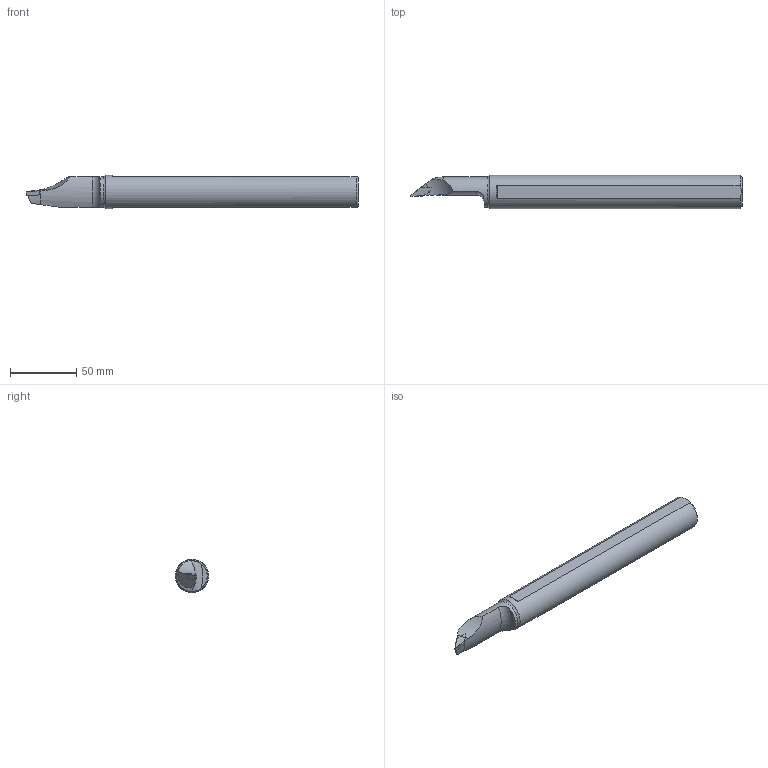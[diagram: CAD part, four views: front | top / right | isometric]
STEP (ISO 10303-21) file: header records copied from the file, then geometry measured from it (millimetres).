
FILE_DESCRIPTION(/* description */ (''),/* implementation_level */ '2;1');
FILE_NAME(/* name */ 'A25S_SVJBR11_SIM.stp',/* time_stamp */ '2019-07-10T09:09:15+02:00',/* author */ (''),/* organization */ (''),/* preprocessor_version */ 'ST-DEVELOPER v15',/* originating_system */ 'SIEMENS PLM Software NX 8.5',/* authorisation */ '');
FILE_SCHEMA (('AUTOMOTIVE_DESIGN { 1 0 10303 214 3 1 1 1 }'));
Length unit declared in the file: millimetre
Products named in the file (1): fo3439381319ey1b
Bounding box: 250 x 25 x 25 mm (x, y, z)
Volume: 102381.2 mm3; surface area: 18687.6 mm2
Topology: 2 solids, 2 shells, 30 faces, 92 edges, 66 vertices
Faces by surface type: plane 12, cylinder 6, bspline 6, cone 4, torus 2
Full cylindrical faces by diameter (mm): 23 x1, 25 x1
Entity records: 1164 total; most frequent: CARTESIAN_POINT 426, ORIENTED_EDGE 170, DIRECTION 109, EDGE_CURVE 85, VERTEX_POINT 63, AXIS2_PLACEMENT_3D 39, EDGE_LOOP 34, LINE 31
